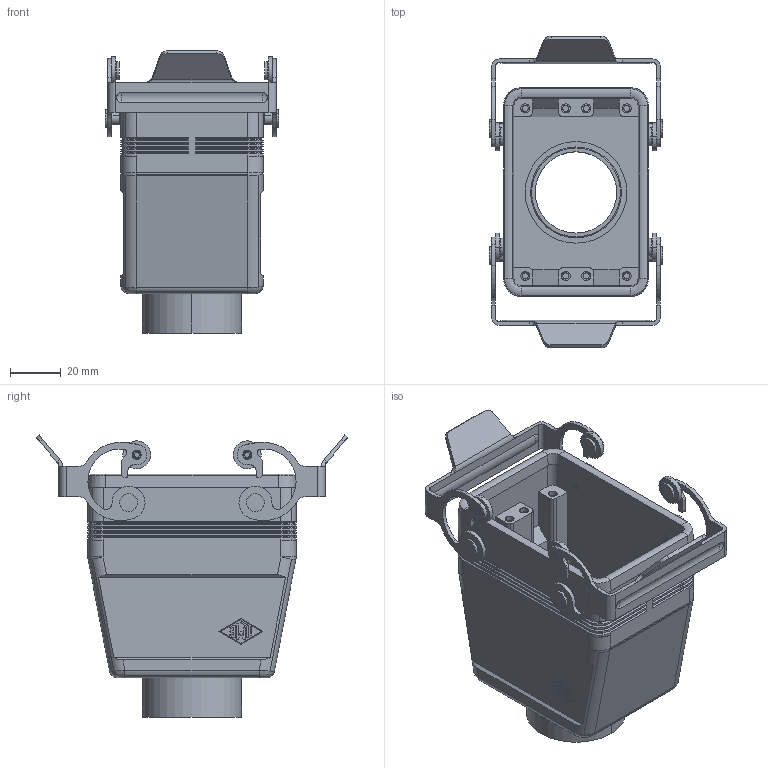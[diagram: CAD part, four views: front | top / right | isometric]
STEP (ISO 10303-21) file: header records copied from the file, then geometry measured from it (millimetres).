
FILE_DESCRIPTION(('Creo Elements/Direct Modeling STEP Export'),'2;1');
FILE_NAME('0ln7uvk527562tv8652','2020-04-14T10:24:23',(''),(''),'Creo Elements/Direct Modeling STEP processor for AP214 (Solid Model)','Creo Elements/Direct Modeling 20.1B 02-Apr-2019 (C) Parametric Technology GmbH','');
FILE_SCHEMA(('AUTOMOTIVE_DESIGN { 1 0 10303 214 1 1 1 1 }'));
Length unit declared in the file: millimetre
Products named in the file (7): MAVX 50 G32; Leva; Leva.1
Assembly tree (6 placements, depth 3):
  MAVX 50 G32
    Leva.1
      Leva.1
    Leva
      Leva
    MAVX 50 G32
      MAVX 50 G32
Bounding box: 68.5 x 122.79 x 111.15 mm (x, y, z)
Volume: 94891.7 mm3; surface area: 65559.9 mm2
Topology: 3 solids, 8 shells, 751 faces, 1818 edges, 1144 vertices
Faces by surface type: cylinder 336, plane 305, cone 80, sphere 12, bspline 8, torus 6, extrusion 4
Entity records: 24249 total; most frequent: CARTESIAN_POINT 5134, DIRECTION 3725, ORIENTED_EDGE 3620, EDGE_CURVE 1810, AXIS2_PLACEMENT_3D 1383, VERTEX_POINT 1144, VECTOR 959, LINE 955
